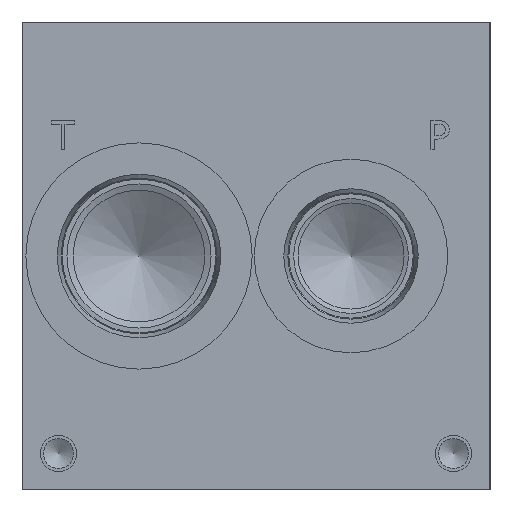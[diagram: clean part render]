
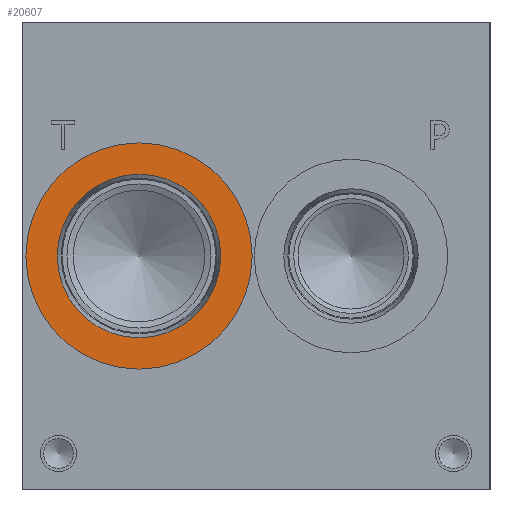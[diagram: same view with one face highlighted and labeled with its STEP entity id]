
A CAD part, left-side view. The second image highlights one B-rep face of the part: STEP entity #20607.
In plain terms, the highlighted planar face has unit normal (-1, 0, 0).
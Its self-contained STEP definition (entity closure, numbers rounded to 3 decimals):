
#962=CIRCLE('',#22100,24.562);
#963=CIRCLE('',#22101,24.562);
#964=CIRCLE('',#22103,17.755);
#965=CIRCLE('',#22104,17.755);
#1138=FACE_BOUND('',#4186,.T.);
#2957=FACE_OUTER_BOUND('',#4185,.T.);
#4185=EDGE_LOOP('',(#18131,#18132));
#4186=EDGE_LOOP('',(#18133,#18134));
#9713=VERTEX_POINT('',#35813);
#9714=VERTEX_POINT('',#35815);
#9715=VERTEX_POINT('',#35819);
#9716=VERTEX_POINT('',#35820);
#12570=EDGE_CURVE('',#9713,#9714,#962,.T.);
#12571=EDGE_CURVE('',#9714,#9713,#963,.T.);
#12572=EDGE_CURVE('',#9715,#9716,#964,.T.);
#12573=EDGE_CURVE('',#9716,#9715,#965,.T.);
#18131=ORIENTED_EDGE('',*,*,#12571,.F.);
#18132=ORIENTED_EDGE('',*,*,#12570,.F.);
#18133=ORIENTED_EDGE('',*,*,#12572,.T.);
#18134=ORIENTED_EDGE('',*,*,#12573,.T.);
#18872=PLANE('',#22102);
#20607=ADVANCED_FACE('',(#2957,#1138),#18872,.F.);
#22100=AXIS2_PLACEMENT_3D('',#35816,#26789,#26790);
#22101=AXIS2_PLACEMENT_3D('',#35817,#26791,#26792);
#22102=AXIS2_PLACEMENT_3D('',#35818,#26793,#26794);
#22103=AXIS2_PLACEMENT_3D('',#35821,#26795,#26796);
#22104=AXIS2_PLACEMENT_3D('',#35822,#26797,#26798);
#26789=DIRECTION('center_axis',(1.,0.,0.));
#26790=DIRECTION('ref_axis',(0.,0.,-1.));
#26791=DIRECTION('center_axis',(1.,0.,0.));
#26792=DIRECTION('ref_axis',(0.,0.,-1.));
#26793=DIRECTION('center_axis',(1.,0.,0.));
#26794=DIRECTION('ref_axis',(0.,0.,-1.));
#26795=DIRECTION('center_axis',(1.,0.,0.));
#26796=DIRECTION('ref_axis',(0.,0.,-1.));
#26797=DIRECTION('center_axis',(1.,0.,0.));
#26798=DIRECTION('ref_axis',(0.,0.,-1.));
#35813=CARTESIAN_POINT('',(0.787,76.2,26.238));
#35815=CARTESIAN_POINT('',(0.787,76.2,75.362));
#35816=CARTESIAN_POINT('Origin',(0.787,76.2,50.8));
#35817=CARTESIAN_POINT('Origin',(0.787,76.2,50.8));
#35818=CARTESIAN_POINT('Origin',(0.787,76.2,68.555));
#35819=CARTESIAN_POINT('',(0.787,76.2,68.555));
#35820=CARTESIAN_POINT('',(0.787,76.2,33.045));
#35821=CARTESIAN_POINT('Origin',(0.787,76.2,50.8));
#35822=CARTESIAN_POINT('Origin',(0.787,76.2,50.8));
